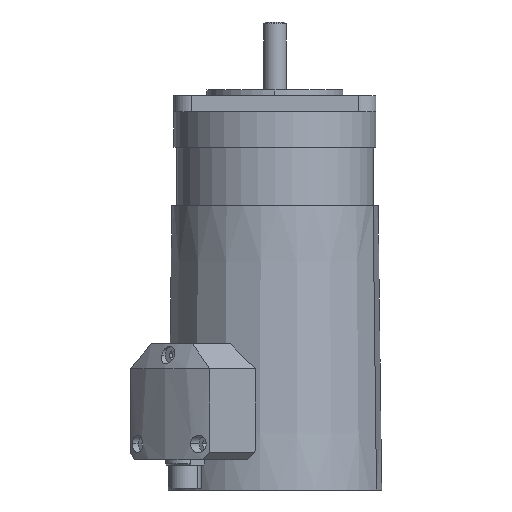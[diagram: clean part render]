
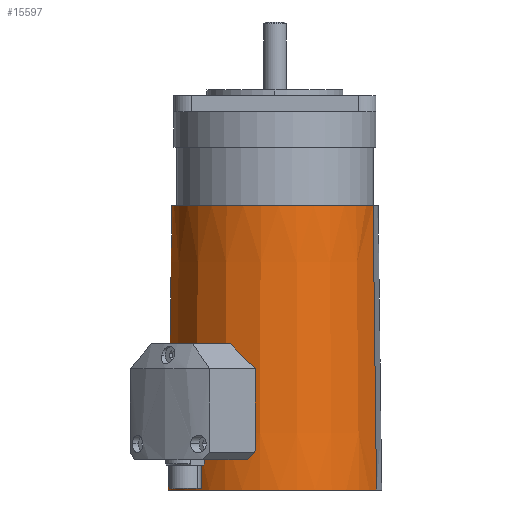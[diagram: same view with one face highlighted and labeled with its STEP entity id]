
A CAD part, left-side view. The second image highlights one B-rep face of the part: STEP entity #15597.
In plain terms, the highlighted conical face has half-angle 0.719 degrees and reference radius 29.9 mm.
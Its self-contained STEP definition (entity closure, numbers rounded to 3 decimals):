
#1058 = LINE ( 'NONE', #14513, #6388 ) ;
#1212 = EDGE_CURVE ( 'NONE', #6867, #15812, #1058, .T. ) ;
#1699 = AXIS2_PLACEMENT_3D ( 'NONE', #9968, #16611, #11401 ) ;
#2150 = CARTESIAN_POINT ( 'NONE',  ( -79.7, 0., 29.9 ) ) ;
#2907 = DIRECTION ( 'NONE',  ( -1., 0., 0.013 ) ) ;
#4429 = ORIENTED_EDGE ( 'NONE', *, *, #1212, .F. ) ;
#4846 = VERTEX_POINT ( 'NONE', #12663 ) ;
#5076 = CARTESIAN_POINT ( 'NONE',  ( -79.7, 0., 0. ) ) ;
#6388 = VECTOR ( 'NONE', #2907, 1000. ) ;
#6546 = ORIENTED_EDGE ( 'NONE', *, *, #10368, .T. ) ;
#6861 = VERTEX_POINT ( 'NONE', #16747 ) ;
#6867 = VERTEX_POINT ( 'NONE', #18176 ) ;
#7240 = EDGE_LOOP ( 'NONE', ( #14390, #14210, #6546, #4429 ) ) ;
#7626 = LINE ( 'NONE', #9171, #13217 ) ;
#8127 = FACE_OUTER_BOUND ( 'NONE', #7240, .T. ) ;
#8231 = CARTESIAN_POINT ( 'NONE',  ( -79.7, 0., 0. ) ) ;
#9171 = CARTESIAN_POINT ( 'NONE',  ( -79.7, 0., -29.9 ) ) ;
#9968 = CARTESIAN_POINT ( 'NONE',  ( 0., 0., 0. ) ) ;
#10368 = EDGE_CURVE ( 'NONE', #4846, #15812, #16418, .T. ) ;
#11401 = DIRECTION ( 'NONE',  ( 0., 0., -1. ) ) ;
#11705 = DIRECTION ( 'NONE',  ( 1., 0., 0. ) ) ;
#12663 = CARTESIAN_POINT ( 'NONE',  ( -79.7, 0., -29.9 ) ) ;
#13217 = VECTOR ( 'NONE', #17529, 1000. ) ;
#14078 = EDGE_CURVE ( 'NONE', #6861, #6867, #20448, .T. ) ;
#14210 = ORIENTED_EDGE ( 'NONE', *, *, #16269, .T. ) ;
#14390 = ORIENTED_EDGE ( 'NONE', *, *, #14078, .F. ) ;
#14513 = CARTESIAN_POINT ( 'NONE',  ( -79.7, 0., 29.9 ) ) ;
#14578 = AXIS2_PLACEMENT_3D ( 'NONE', #8231, #14848, #18010 ) ;
#14848 = DIRECTION ( 'NONE',  ( -1., 0., 0. ) ) ;
#15597 = ADVANCED_FACE ( 'NONE', ( #8127 ), #18407, .T. ) ;
#15812 = VERTEX_POINT ( 'NONE', #2150 ) ;
#16269 = EDGE_CURVE ( 'NONE', #6861, #4846, #7626, .T. ) ;
#16418 = CIRCLE ( 'NONE', #18151, 29.9 ) ;
#16611 = DIRECTION ( 'NONE',  ( 1., 0., 0. ) ) ;
#16747 = CARTESIAN_POINT ( 'NONE',  ( 0., 0., -28.9 ) ) ;
#17529 = DIRECTION ( 'NONE',  ( -1., 0., -0.013 ) ) ;
#18010 = DIRECTION ( 'NONE',  ( 0., 0., 1. ) ) ;
#18022 = DIRECTION ( 'NONE',  ( 0., 0., -1. ) ) ;
#18151 = AXIS2_PLACEMENT_3D ( 'NONE', #5076, #11705, #18022 ) ;
#18176 = CARTESIAN_POINT ( 'NONE',  ( 0., 0., 28.9 ) ) ;
#18407 = CONICAL_SURFACE ( 'NONE', #14578, 29.9, 0.013 ) ;
#20448 = CIRCLE ( 'NONE', #1699, 28.9 ) ;
